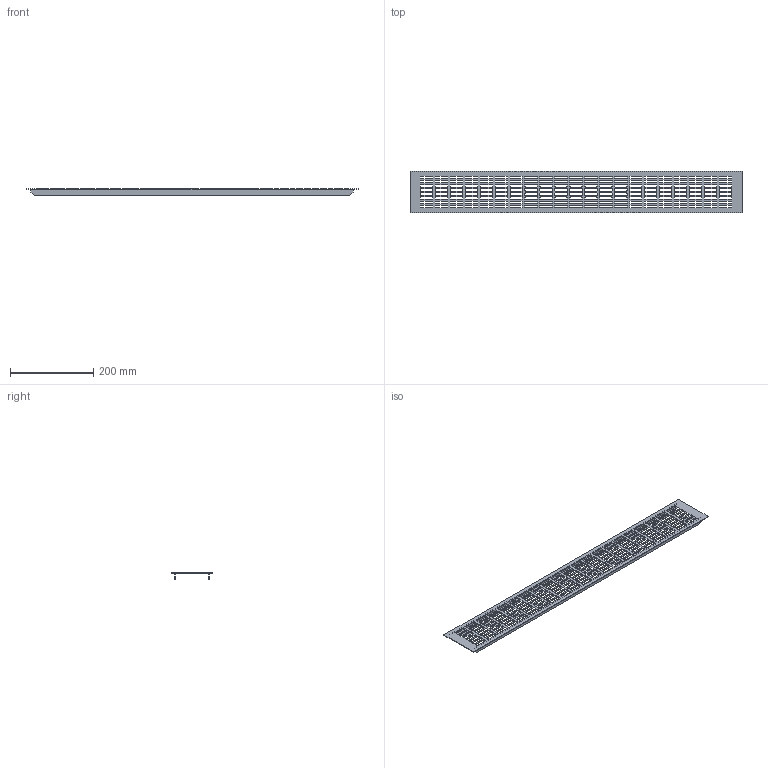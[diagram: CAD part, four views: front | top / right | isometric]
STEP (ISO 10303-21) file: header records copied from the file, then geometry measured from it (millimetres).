
FILE_DESCRIPTION (( 'STEP AP214' ), '1' );
FILE_NAME ('F000967,F000990,F001013_3D.step', '2022-08-15T13:45:51', ( '' ), ( '' ), 'SwSTEP 2.0', 'SolidWorks 2020', '' );
FILE_SCHEMA (( 'AUTOMOTIVE_DESIGN' ));
Length unit declared in the file: millimetre
Products named in the file (1): F000967,F000990,F001013_3D
Bounding box: 800 x 100 x 16.5 mm (x, y, z)
Volume: 121160.3 mm3; surface area: 166606.3 mm2
Topology: 1 solids, 1 shells, 1364 faces, 4080 edges, 2720 vertices
Faces by surface type: plane 692, cylinder 672
Entity records: 46974 total; most frequent: CARTESIAN_POINT 8165, ORIENTED_EDGE 8160, DIRECTION 8154, EDGE_CURVE 4080, LINE 2736, VECTOR 2736, VERTEX_POINT 2720, AXIS2_PLACEMENT_3D 2709
